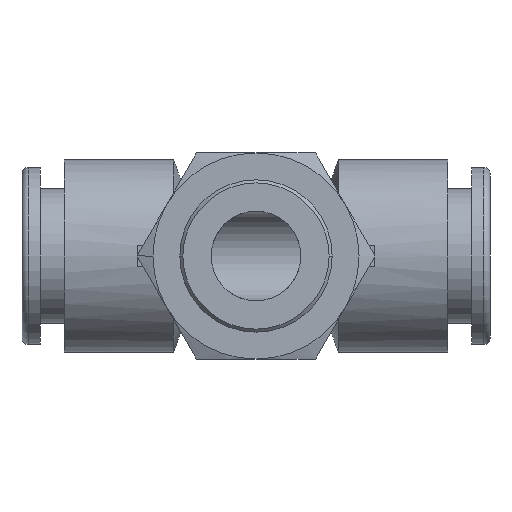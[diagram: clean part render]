
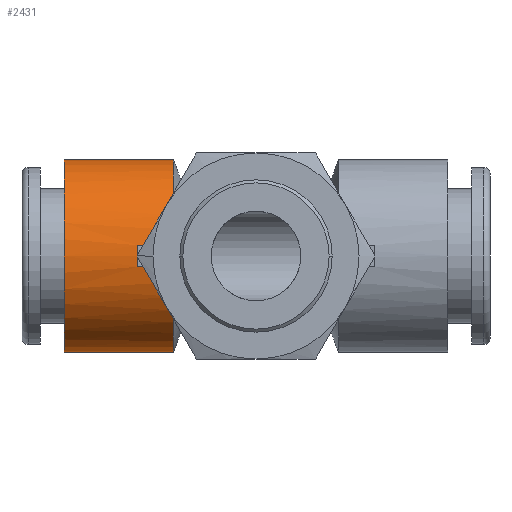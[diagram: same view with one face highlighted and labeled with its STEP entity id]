
A CAD part, front view. The second image highlights one B-rep face of the part: STEP entity #2431.
In plain terms, the highlighted cylindrical face has radius 7.95 mm (diameter 15.9 mm), a partial arc.
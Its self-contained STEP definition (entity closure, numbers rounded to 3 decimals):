
#23 = EDGE_CURVE ( 'NONE', #2379, #47, #1128, .T. ) ;
#30 = CARTESIAN_POINT ( 'NONE',  ( -9.815, -7.95, 0. ) ) ;
#31 = ORIENTED_EDGE ( 'NONE', *, *, #1150, .T. ) ;
#47 = VERTEX_POINT ( 'NONE', #2256 ) ;
#58 = CARTESIAN_POINT ( 'NONE',  ( -6.81, -7.9, -0.89 ) ) ;
#70 = CARTESIAN_POINT ( 'NONE',  ( -38.286, -7.9, 0.89 ) ) ;
#77 = ORIENTED_EDGE ( 'NONE', *, *, #2058, .F. ) ;
#110 = ORIENTED_EDGE ( 'NONE', *, *, #2976, .T. ) ;
#142 = CARTESIAN_POINT ( 'NONE',  ( -9.788, -7.917, 0.742 ) ) ;
#160 = CARTESIAN_POINT ( 'NONE',  ( -15.8, 0., -7.95 ) ) ;
#172 = VERTEX_POINT ( 'NONE', #58 ) ;
#251 = ORIENTED_EDGE ( 'NONE', *, *, #1186, .F. ) ;
#306 = VECTOR ( 'NONE', #1848, 1000. ) ;
#314 = LINE ( 'NONE', #1349, #306 ) ;
#332 = EDGE_CURVE ( 'NONE', #2283, #1771, #1871, .T. ) ;
#415 = DIRECTION ( 'NONE',  ( 0., 0., 1. ) ) ;
#434 = ORIENTED_EDGE ( 'NONE', *, *, #332, .T. ) ;
#473 = DIRECTION ( 'NONE',  ( 1., 0., 0. ) ) ;
#480 = VECTOR ( 'NONE', #1113, 1000. ) ;
#494 = VERTEX_POINT ( 'NONE', #1031 ) ;
#505 = DIRECTION ( 'NONE',  ( 1., 0., 0. ) ) ;
#555 = CARTESIAN_POINT ( 'NONE',  ( -8.453, -7.9, -0.89 ) ) ;
#558 = DIRECTION ( 'NONE',  ( 0., 0., -1. ) ) ;
#617 = CARTESIAN_POINT ( 'NONE',  ( -38.286, 0., 7.95 ) ) ;
#643 = VERTEX_POINT ( 'NONE', #677 ) ;
#647 = EDGE_CURVE ( 'NONE', #172, #47, #1293, .T. ) ;
#671 = CARTESIAN_POINT ( 'NONE',  ( -9.774, -7.9, 0.89 ) ) ;
#677 = CARTESIAN_POINT ( 'NONE',  ( -15.8, 0., 7.95 ) ) ;
#701 = CARTESIAN_POINT ( 'NONE',  ( -9.774, -7.9, 0.89 ) ) ;
#705 = CARTESIAN_POINT ( 'NONE',  ( -6.81, 0., 0. ) ) ;
#720 = AXIS2_PLACEMENT_3D ( 'NONE', #1196, #1375, #415 ) ;
#751 = VERTEX_POINT ( 'NONE', #555 ) ;
#761 = EDGE_LOOP ( 'NONE', ( #2105, #1515, #1118, #31, #1120, #251, #1901, #434, #110, #2759, #77 ) ) ;
#775 = DIRECTION ( 'NONE',  ( 1., 0., 0. ) ) ;
#788 = LINE ( 'NONE', #2227, #2580 ) ;
#824 = CARTESIAN_POINT ( 'NONE',  ( -6.81, 0., 0. ) ) ;
#829 = VERTEX_POINT ( 'NONE', #30 ) ;
#873 = VERTEX_POINT ( 'NONE', #2929 ) ;
#891 = CARTESIAN_POINT ( 'NONE',  ( -6.81, 0., 7.95 ) ) ;
#898 = DIRECTION ( 'NONE',  ( 0., 0., -1. ) ) ;
#1031 = CARTESIAN_POINT ( 'NONE',  ( -9.774, -7.9, -0.89 ) ) ;
#1040 = VECTOR ( 'NONE', #505, 1000. ) ;
#1050 = CIRCLE ( 'NONE', #2300, 7.95 ) ;
#1113 = DIRECTION ( 'NONE',  ( 1., 0., 0. ) ) ;
#1118 = ORIENTED_EDGE ( 'NONE', *, *, #647, .F. ) ;
#1120 = ORIENTED_EDGE ( 'NONE', *, *, #2408, .T. ) ;
#1128 = LINE ( 'NONE', #2246, #1040 ) ;
#1129 = DIRECTION ( 'NONE',  ( 1., 0., 0. ) ) ;
#1136 = EDGE_CURVE ( 'NONE', #643, #2379, #1050, .T. ) ;
#1150 = EDGE_CURVE ( 'NONE', #172, #751, #788, .T. ) ;
#1178 = CARTESIAN_POINT ( 'NONE',  ( -9.815, -7.95, 0.148 ) ) ;
#1186 = EDGE_CURVE ( 'NONE', #829, #494, #2806, .T. ) ;
#1196 = CARTESIAN_POINT ( 'NONE',  ( -38.286, 0., 0. ) ) ;
#1277 = AXIS2_PLACEMENT_3D ( 'NONE', #705, #775, #898 ) ;
#1293 = CIRCLE ( 'NONE', #2076, 7.95 ) ;
#1349 = CARTESIAN_POINT ( 'NONE',  ( -38.286, -7.9, -0.89 ) ) ;
#1366 = CYLINDRICAL_SURFACE ( 'NONE', #720, 7.95 ) ;
#1375 = DIRECTION ( 'NONE',  ( 1., 0., 0. ) ) ;
#1515 = ORIENTED_EDGE ( 'NONE', *, *, #23, .T. ) ;
#1574 = CIRCLE ( 'NONE', #1277, 7.95 ) ;
#1585 = VERTEX_POINT ( 'NONE', #891 ) ;
#1586 = LINE ( 'NONE', #617, #480 ) ;
#1645 = EDGE_CURVE ( 'NONE', #1585, #873, #1574, .T. ) ;
#1771 = VERTEX_POINT ( 'NONE', #2176 ) ;
#1833 = EDGE_CURVE ( 'NONE', #2283, #829, #2584, .T. ) ;
#1848 = DIRECTION ( 'NONE',  ( -1., 0., 0. ) ) ;
#1871 = LINE ( 'NONE', #70, #2628 ) ;
#1885 = CARTESIAN_POINT ( 'NONE',  ( -9.815, -7.95, 0. ) ) ;
#1901 = ORIENTED_EDGE ( 'NONE', *, *, #1833, .F. ) ;
#1902 = CARTESIAN_POINT ( 'NONE',  ( -9.812, -7.946, 0.296 ) ) ;
#2034 = CARTESIAN_POINT ( 'NONE',  ( -9.774, -7.9, -0.89 ) ) ;
#2046 = CARTESIAN_POINT ( 'NONE',  ( -9.788, -7.917, -0.742 ) ) ;
#2058 = EDGE_CURVE ( 'NONE', #643, #1585, #1586, .T. ) ;
#2076 = AXIS2_PLACEMENT_3D ( 'NONE', #824, #473, #558 ) ;
#2089 = CARTESIAN_POINT ( 'NONE',  ( -9.808, -7.942, -0.446 ) ) ;
#2105 = ORIENTED_EDGE ( 'NONE', *, *, #1136, .T. ) ;
#2131 = CARTESIAN_POINT ( 'NONE',  ( -9.815, -7.95, 0. ) ) ;
#2145 = VECTOR ( 'NONE', #2697, 1000. ) ;
#2159 = CARTESIAN_POINT ( 'NONE',  ( -15.8, 0., 0. ) ) ;
#2160 = DIRECTION ( 'NONE',  ( 1., 0., 0. ) ) ;
#2166 = DIRECTION ( 'NONE',  ( 0., 0., -1. ) ) ;
#2176 = CARTESIAN_POINT ( 'NONE',  ( -8.453, -7.9, 0.89 ) ) ;
#2227 = CARTESIAN_POINT ( 'NONE',  ( -38.286, -7.9, -0.89 ) ) ;
#2240 = CARTESIAN_POINT ( 'NONE',  ( -9.815, -7.95, -0.149 ) ) ;
#2246 = CARTESIAN_POINT ( 'NONE',  ( -38.286, 0., -7.95 ) ) ;
#2256 = CARTESIAN_POINT ( 'NONE',  ( -6.81, 0., -7.95 ) ) ;
#2283 = VERTEX_POINT ( 'NONE', #701 ) ;
#2287 = CARTESIAN_POINT ( 'NONE',  ( -9.798, -7.929, 0.593 ) ) ;
#2300 = AXIS2_PLACEMENT_3D ( 'NONE', #2159, #2160, #2166 ) ;
#2334 = DIRECTION ( 'NONE',  ( -1., 0., 0. ) ) ;
#2379 = VERTEX_POINT ( 'NONE', #160 ) ;
#2408 = EDGE_CURVE ( 'NONE', #751, #494, #314, .T. ) ;
#2431 = ADVANCED_FACE ( 'NONE', ( #2776 ), #1366, .T. ) ;
#2580 = VECTOR ( 'NONE', #2334, 1000. ) ;
#2584 = B_SPLINE_CURVE_WITH_KNOTS ( 'NONE', 3,
 ( #671, #142, #2287, #1902, #1178, #1885 ),
 .UNSPECIFIED., .F., .F.,
 ( 4, 2, 4 ),
 ( 0.012, 0.013, 0.013 ),
 .UNSPECIFIED. ) ;
#2628 = VECTOR ( 'NONE', #1129, 1000. ) ;
#2697 = DIRECTION ( 'NONE',  ( 1., 0., 0. ) ) ;
#2710 = CARTESIAN_POINT ( 'NONE',  ( -38.286, -7.9, 0.89 ) ) ;
#2759 = ORIENTED_EDGE ( 'NONE', *, *, #1645, .F. ) ;
#2771 = LINE ( 'NONE', #2710, #2145 ) ;
#2776 = FACE_OUTER_BOUND ( 'NONE', #761, .T. ) ;
#2806 = B_SPLINE_CURVE_WITH_KNOTS ( 'NONE', 3,
 ( #2131, #2240, #2089, #2046, #2034 ),
 .UNSPECIFIED., .F., .F.,
 ( 4, 1, 4 ),
 ( 0.013, 0.014, 0.014 ),
 .UNSPECIFIED. ) ;
#2929 = CARTESIAN_POINT ( 'NONE',  ( -6.81, -7.9, 0.89 ) ) ;
#2976 = EDGE_CURVE ( 'NONE', #1771, #873, #2771, .T. ) ;
